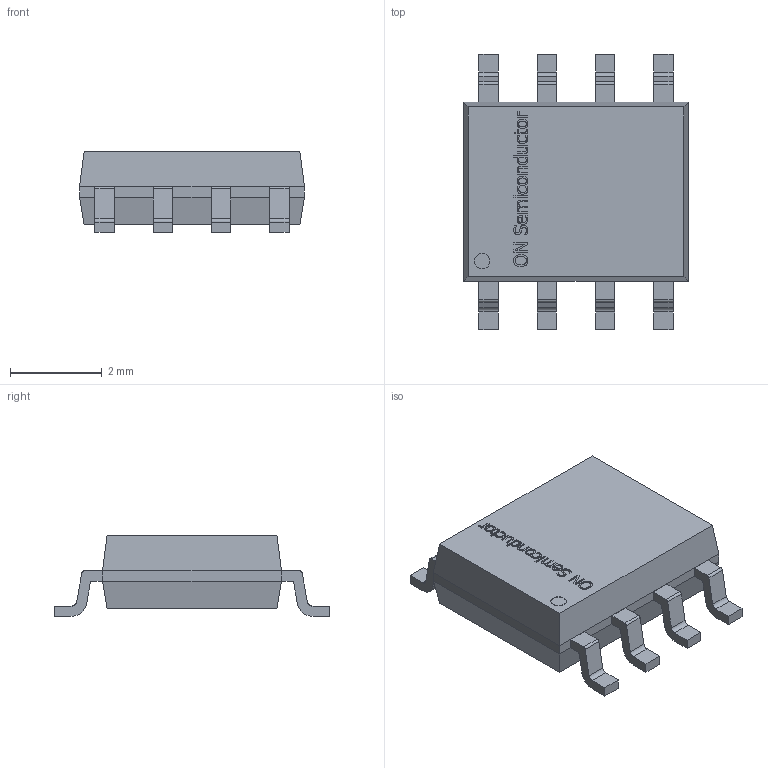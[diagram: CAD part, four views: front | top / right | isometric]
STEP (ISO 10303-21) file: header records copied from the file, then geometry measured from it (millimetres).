
FILE_DESCRIPTION(/* description */ (''),/* implementation_level */ '2;1');
FILE_NAME(/* name */ 'ON Semiconductor FDS4559.stp',/* time_stamp */ '2019-09-24T10:03:04+02:00',/* author */ ('User'),/* organization */ (''),/* preprocessor_version */ 'ST-DEVELOPER v16.5',/* originating_system */ 'Autodesk Inventor 2017',/* authorisation */ '');
FILE_SCHEMA (('AUTOMOTIVE_DESIGN { 1 0 10303 214 3 1 1 }'));
Length unit declared in the file: millimetre
Products named in the file (4): ON Semiconductor FDS4559; Part12thththth; Part2ererereefefefef; Part2ererereefefefef_MIR
Assembly tree (9 placements, depth 2):
  ON Semiconductor FDS4559
    Part12thththth
    Part2ererereefefefef  x4
    Part2ererereefefefef_MIR  x4
Bounding box: 4.9 x 6 x 1.75 mm (x, y, z)
Volume: 30.1 mm3; surface area: 80.5 mm2
Topology: 9 solids, 9 shells, 363 faces, 961 edges, 638 vertices
Faces by surface type: plane 204, bspline 126, cylinder 33
Full cylindrical faces by diameter (mm): 0.339 x1
Entity records: 9787 total; most frequent: CARTESIAN_POINT 3481, ORIENTED_EDGE 1488, DIRECTION 872, EDGE_CURVE 744, VERTEX_POINT 494, LINE 474, VECTOR 474, EDGE_LOOP 302
